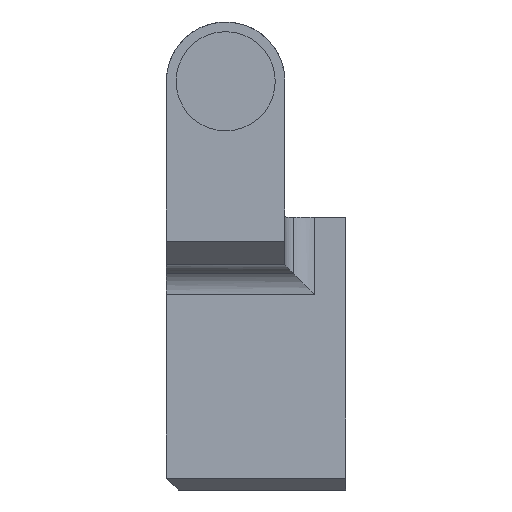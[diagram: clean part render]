
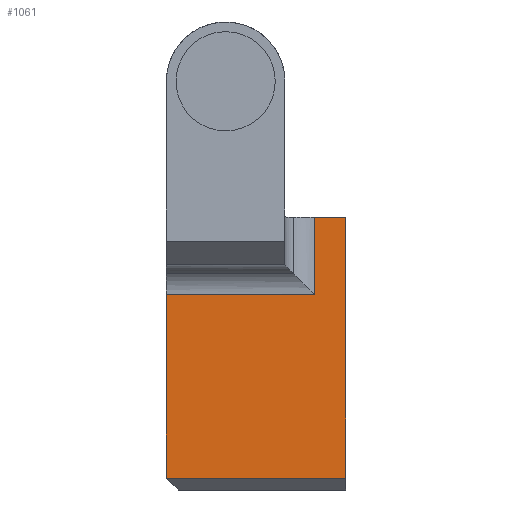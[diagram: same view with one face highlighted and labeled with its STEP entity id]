
A CAD part, left-side view. The second image highlights one B-rep face of the part: STEP entity #1061.
In plain terms, the highlighted planar face has unit normal (-1, 0, 0).
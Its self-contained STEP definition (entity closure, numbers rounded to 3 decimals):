
#45 = CARTESIAN_POINT ( 'NONE',  ( -13., 11.5, -21. ) ) ;
#59 = EDGE_LOOP ( 'NONE', ( #1422, #1528, #1183, #948, #727, #893 ) ) ;
#134 = LINE ( 'NONE', #1911, #204 ) ;
#157 = PLANE ( 'NONE',  #1836 ) ;
#173 = DIRECTION ( 'NONE',  ( 0., 0., 1. ) ) ;
#202 = VERTEX_POINT ( 'NONE', #629 ) ;
#204 = VECTOR ( 'NONE', #1879, 1000. ) ;
#303 = LINE ( 'NONE', #1555, #1416 ) ;
#435 = DIRECTION ( 'NONE',  ( 0., -1., 0. ) ) ;
#437 = DIRECTION ( 'NONE',  ( -1., 0., 0. ) ) ;
#468 = DIRECTION ( 'NONE',  ( 0., 0., 1. ) ) ;
#540 = CARTESIAN_POINT ( 'NONE',  ( -13., 11.5, 23. ) ) ;
#577 = VERTEX_POINT ( 'NONE', #2014 ) ;
#607 = VECTOR ( 'NONE', #2089, 1000. ) ;
#629 = CARTESIAN_POINT ( 'NONE',  ( -13., 16.75, 23. ) ) ;
#704 = EDGE_CURVE ( 'NONE', #577, #202, #1767, .T. ) ;
#727 = ORIENTED_EDGE ( 'NONE', *, *, #1792, .F. ) ;
#769 = CARTESIAN_POINT ( 'NONE',  ( -13., 9.75, -21. ) ) ;
#799 = CARTESIAN_POINT ( 'NONE',  ( -13., 9.75, 23. ) ) ;
#814 = VERTEX_POINT ( 'NONE', #45 ) ;
#893 = ORIENTED_EDGE ( 'NONE', *, *, #1506, .F. ) ;
#948 = ORIENTED_EDGE ( 'NONE', *, *, #1719, .F. ) ;
#960 = LINE ( 'NONE', #1920, #1018 ) ;
#974 = LINE ( 'NONE', #799, #607 ) ;
#1018 = VECTOR ( 'NONE', #173, 1000. ) ;
#1061 = ADVANCED_FACE ( 'NONE', ( #1124 ), #157, .T. ) ;
#1095 = CARTESIAN_POINT ( 'NONE',  ( -13., 9.75, -23. ) ) ;
#1124 = FACE_OUTER_BOUND ( 'NONE', #59, .T. ) ;
#1183 = ORIENTED_EDGE ( 'NONE', *, *, #704, .F. ) ;
#1365 = CARTESIAN_POINT ( 'NONE',  ( -13., 41.75, -21. ) ) ;
#1388 = VECTOR ( 'NONE', #1746, 1000. ) ;
#1416 = VECTOR ( 'NONE', #435, 1000. ) ;
#1422 = ORIENTED_EDGE ( 'NONE', *, *, #2095, .T. ) ;
#1442 = CARTESIAN_POINT ( 'NONE',  ( -13., 16.75, 6.25 ) ) ;
#1506 = EDGE_CURVE ( 'NONE', #814, #1568, #2085, .T. ) ;
#1528 = ORIENTED_EDGE ( 'NONE', *, *, #1806, .T. ) ;
#1555 = CARTESIAN_POINT ( 'NONE',  ( -13., 25.75, 10. ) ) ;
#1568 = VERTEX_POINT ( 'NONE', #1365 ) ;
#1584 = CARTESIAN_POINT ( 'NONE',  ( -13., 41.75, 10. ) ) ;
#1611 = VERTEX_POINT ( 'NONE', #540 ) ;
#1719 = EDGE_CURVE ( 'NONE', #2073, #577, #303, .T. ) ;
#1746 = DIRECTION ( 'NONE',  ( 0., 1., 0. ) ) ;
#1767 = LINE ( 'NONE', #1442, #1963 ) ;
#1792 = EDGE_CURVE ( 'NONE', #1568, #2073, #134, .T. ) ;
#1806 = EDGE_CURVE ( 'NONE', #1611, #202, #974, .T. ) ;
#1836 = AXIS2_PLACEMENT_3D ( 'NONE', #1095, #437, #2090 ) ;
#1879 = DIRECTION ( 'NONE',  ( 0., 0., 1. ) ) ;
#1911 = CARTESIAN_POINT ( 'NONE',  ( -13., 41.75, 23. ) ) ;
#1920 = CARTESIAN_POINT ( 'NONE',  ( -13., 11.5, -11.5 ) ) ;
#1963 = VECTOR ( 'NONE', #468, 1000. ) ;
#2014 = CARTESIAN_POINT ( 'NONE',  ( -13., 16.75, 10. ) ) ;
#2073 = VERTEX_POINT ( 'NONE', #1584 ) ;
#2085 = LINE ( 'NONE', #769, #1388 ) ;
#2089 = DIRECTION ( 'NONE',  ( 0., 1., 0. ) ) ;
#2090 = DIRECTION ( 'NONE',  ( 0., 0., 1. ) ) ;
#2095 = EDGE_CURVE ( 'NONE', #814, #1611, #960, .T. ) ;
